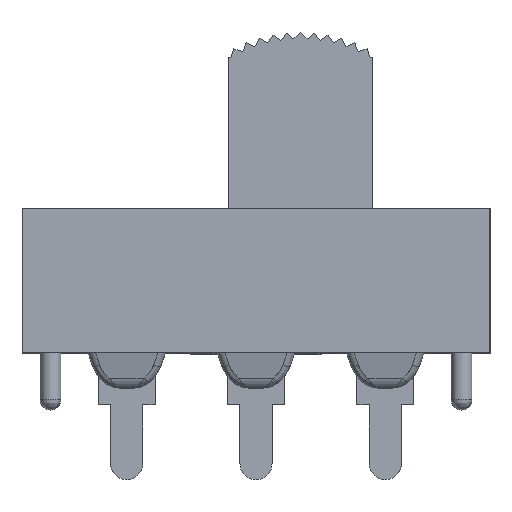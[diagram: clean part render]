
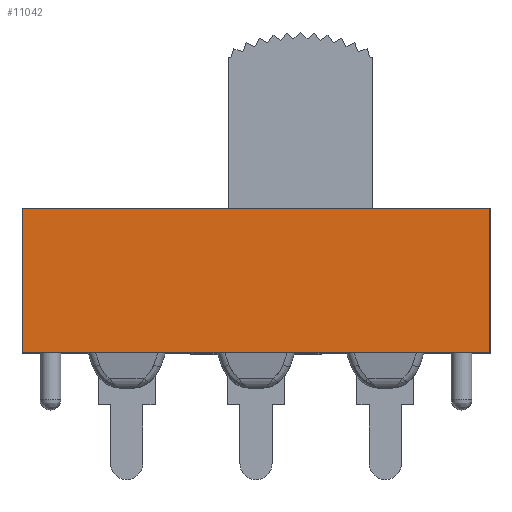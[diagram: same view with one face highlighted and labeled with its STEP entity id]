
A CAD part, top view. The second image highlights one B-rep face of the part: STEP entity #11042.
In plain terms, the highlighted planar face has unit normal (0, 0, 1).
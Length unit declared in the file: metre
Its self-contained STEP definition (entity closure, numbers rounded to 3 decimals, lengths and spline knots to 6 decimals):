
#446=PLANE('',#12225);
#1103=FACE_OUTER_BOUND('',#1493,.T.);
#1493=EDGE_LOOP('',(#9222,#9223,#9224,#9225));
#2010=LINE('',#16346,#3516);
#2011=LINE('',#16348,#3517);
#2012=LINE('',#16350,#3518);
#2013=LINE('',#16351,#3519);
#3516=VECTOR('',#12970,0.022987);
#3517=VECTOR('',#12971,0.007112);
#3518=VECTOR('',#12972,0.022987);
#3519=VECTOR('',#12973,0.007112);
#5254=VERTEX_POINT('',#16344);
#5255=VERTEX_POINT('',#16345);
#5256=VERTEX_POINT('',#16347);
#5257=VERTEX_POINT('',#16349);
#7238=EDGE_CURVE('',#5254,#5255,#2010,.T.);
#7239=EDGE_CURVE('',#5255,#5256,#2011,.T.);
#7240=EDGE_CURVE('',#5256,#5257,#2012,.T.);
#7241=EDGE_CURVE('',#5257,#5254,#2013,.T.);
#9222=ORIENTED_EDGE('',*,*,#7238,.T.);
#9223=ORIENTED_EDGE('',*,*,#7239,.T.);
#9224=ORIENTED_EDGE('',*,*,#7240,.T.);
#9225=ORIENTED_EDGE('',*,*,#7241,.T.);
#11042=ADVANCED_FACE('',(#1103),#446,.T.);
#12225=AXIS2_PLACEMENT_3D('',#16343,#12968,#12969);
#12968=DIRECTION('center_axis',(0.,0.,1.));
#12969=DIRECTION('ref_axis',(1.,0.,0.));
#12970=DIRECTION('',(1.,0.,0.));
#12971=DIRECTION('',(0.,1.,0.));
#12972=DIRECTION('',(-1.,0.,0.));
#12973=DIRECTION('',(0.,-1.,0.));
#16343=CARTESIAN_POINT('Origin',(0.,0.,0.006731));
#16344=CARTESIAN_POINT('',(-0.011494,0.,0.006731));
#16345=CARTESIAN_POINT('',(0.011494,0.,0.006731));
#16346=CARTESIAN_POINT('',(-0.011494,0.,0.006731));
#16347=CARTESIAN_POINT('',(0.011494,0.007112,0.006731));
#16348=CARTESIAN_POINT('',(0.011494,0.,0.006731));
#16349=CARTESIAN_POINT('',(-0.011494,0.007112,0.006731));
#16350=CARTESIAN_POINT('',(0.011494,0.007112,0.006731));
#16351=CARTESIAN_POINT('',(-0.011494,0.007112,0.006731));
